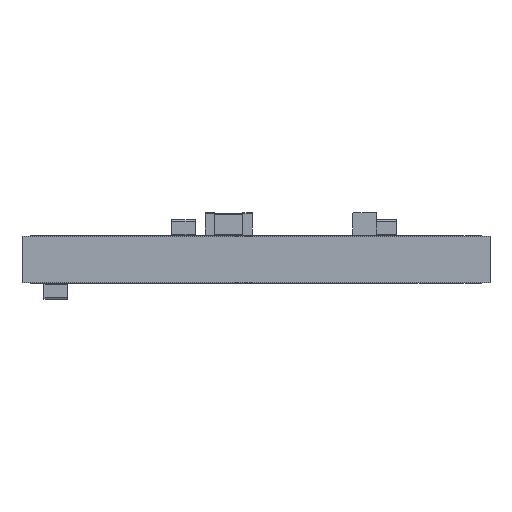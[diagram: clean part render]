
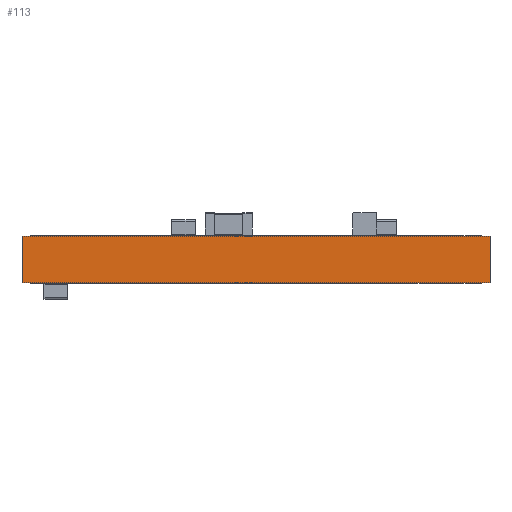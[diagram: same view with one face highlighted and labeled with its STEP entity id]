
A CAD part, front view. The second image highlights one B-rep face of the part: STEP entity #113.
In plain terms, the highlighted planar face has unit normal (0, -1, 0).
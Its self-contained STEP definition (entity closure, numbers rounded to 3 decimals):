
#77 = EDGE_CURVE('',#78,#80,#82,.T.);
#78 = VERTEX_POINT('',#79);
#79 = CARTESIAN_POINT('',(109.,-74.,0.));
#80 = VERTEX_POINT('',#81);
#81 = CARTESIAN_POINT('',(109.,-74.,-1.));
#82 = LINE('',#83,#84);
#83 = CARTESIAN_POINT('',(109.,-74.,0.));
#84 = VECTOR('',#85,1.);
#85 = DIRECTION('',(0.,0.,-1.));
#113 = ADVANCED_FACE('',(#114),#139,.F.);
#114 = FACE_BOUND('',#115,.F.);
#115 = EDGE_LOOP('',(#116,#126,#132,#133));
#116 = ORIENTED_EDGE('',*,*,#117,.T.);
#117 = EDGE_CURVE('',#118,#120,#122,.T.);
#118 = VERTEX_POINT('',#119);
#119 = CARTESIAN_POINT('',(119.,-74.,0.));
#120 = VERTEX_POINT('',#121);
#121 = CARTESIAN_POINT('',(119.,-74.,-1.));
#122 = LINE('',#123,#124);
#123 = CARTESIAN_POINT('',(119.,-74.,0.));
#124 = VECTOR('',#125,1.);
#125 = DIRECTION('',(0.,0.,-1.));
#126 = ORIENTED_EDGE('',*,*,#127,.T.);
#127 = EDGE_CURVE('',#120,#80,#128,.T.);
#128 = LINE('',#129,#130);
#129 = CARTESIAN_POINT('',(119.,-74.,-1.));
#130 = VECTOR('',#131,1.);
#131 = DIRECTION('',(-1.,0.,0.));
#132 = ORIENTED_EDGE('',*,*,#77,.F.);
#133 = ORIENTED_EDGE('',*,*,#134,.F.);
#134 = EDGE_CURVE('',#118,#78,#135,.T.);
#135 = LINE('',#136,#137);
#136 = CARTESIAN_POINT('',(119.,-74.,0.));
#137 = VECTOR('',#138,1.);
#138 = DIRECTION('',(-1.,0.,0.));
#139 = PLANE('',#140);
#140 = AXIS2_PLACEMENT_3D('',#141,#142,#143);
#141 = CARTESIAN_POINT('',(119.,-74.,0.));
#142 = DIRECTION('',(0.,1.,0.));
#143 = DIRECTION('',(-1.,0.,0.));
